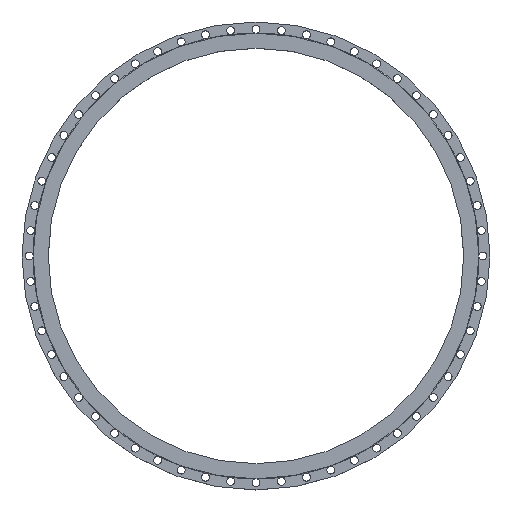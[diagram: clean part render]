
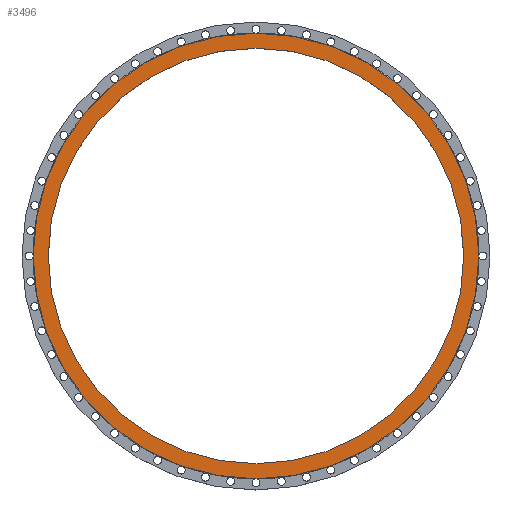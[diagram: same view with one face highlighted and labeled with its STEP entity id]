
A CAD part, top view. The second image highlights one B-rep face of the part: STEP entity #3496.
In plain terms, the highlighted planar face has unit normal (0, 0, 1).
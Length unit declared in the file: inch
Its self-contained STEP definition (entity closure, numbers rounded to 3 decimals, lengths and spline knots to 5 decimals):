
#9 = AXIS2_PLACEMENT_3D ( 'NONE', #3164, #1406, #4440 ) ;
#383 = CIRCLE ( 'NONE', #9, 32.625 ) ;
#567 = AXIS2_PLACEMENT_3D ( 'NONE', #3989, #2742, #4013 ) ;
#599 = FACE_OUTER_BOUND ( 'NONE', #1699, .T. ) ;
#633 = DIRECTION ( 'NONE',  ( 1., 0., 0. ) ) ;
#651 = AXIS2_PLACEMENT_3D ( 'NONE', #3738, #4624, #5453 ) ;
#1406 = DIRECTION ( 'NONE',  ( 0., 0., 1. ) ) ;
#1442 = DIRECTION ( 'NONE',  ( 0., 0., 1. ) ) ;
#1500 = VERTEX_POINT ( 'NONE', #5356 ) ;
#1551 = AXIS2_PLACEMENT_3D ( 'NONE', #3115, #1442, #633 ) ;
#1565 = DIRECTION ( 'NONE',  ( 1., 0., 0. ) ) ;
#1575 = ORIENTED_EDGE ( 'NONE', *, *, #4855, .F. ) ;
#1638 = CIRCLE ( 'NONE', #651, 35. ) ;
#1699 = EDGE_LOOP ( 'NONE', ( #4769, #1800 ) ) ;
#1800 = ORIENTED_EDGE ( 'NONE', *, *, #2323, .T. ) ;
#1982 = CIRCLE ( 'NONE', #2953, 35. ) ;
#1991 = CARTESIAN_POINT ( 'NONE',  ( 32.625, 0., 0. ) ) ;
#2035 = DIRECTION ( 'NONE',  ( 0., 0., 1. ) ) ;
#2088 = CIRCLE ( 'NONE', #1551, 32.625 ) ;
#2323 = EDGE_CURVE ( 'NONE', #5231, #1500, #1638, .T. ) ;
#2395 = VERTEX_POINT ( 'NONE', #5039 ) ;
#2536 = CARTESIAN_POINT ( 'NONE',  ( 0., 0., 0. ) ) ;
#2575 = EDGE_LOOP ( 'NONE', ( #5323, #1575 ) ) ;
#2683 = EDGE_CURVE ( 'NONE', #1500, #5231, #1982, .T. ) ;
#2742 = DIRECTION ( 'NONE',  ( 0., 0., -1. ) ) ;
#2953 = AXIS2_PLACEMENT_3D ( 'NONE', #2536, #2035, #1565 ) ;
#3099 = CARTESIAN_POINT ( 'NONE',  ( -35., 0., 0. ) ) ;
#3115 = CARTESIAN_POINT ( 'NONE',  ( 0., 0., 0. ) ) ;
#3164 = CARTESIAN_POINT ( 'NONE',  ( 0., 0., 0. ) ) ;
#3469 = EDGE_CURVE ( 'NONE', #3743, #2395, #383, .T. ) ;
#3496 = ADVANCED_FACE ( 'NONE', ( #4464, #599 ), #4866, .F. ) ;
#3738 = CARTESIAN_POINT ( 'NONE',  ( 0., 0., 0. ) ) ;
#3743 = VERTEX_POINT ( 'NONE', #1991 ) ;
#3989 = CARTESIAN_POINT ( 'NONE',  ( 0., 32.625, 0. ) ) ;
#4013 = DIRECTION ( 'NONE',  ( -1., 0., 0. ) ) ;
#4440 = DIRECTION ( 'NONE',  ( 1., 0., 0. ) ) ;
#4464 = FACE_BOUND ( 'NONE', #2575, .T. ) ;
#4624 = DIRECTION ( 'NONE',  ( 0., 0., 1. ) ) ;
#4769 = ORIENTED_EDGE ( 'NONE', *, *, #2683, .T. ) ;
#4855 = EDGE_CURVE ( 'NONE', #2395, #3743, #2088, .T. ) ;
#4866 = PLANE ( 'NONE',  #567 ) ;
#5039 = CARTESIAN_POINT ( 'NONE',  ( -32.625, 0., 0. ) ) ;
#5231 = VERTEX_POINT ( 'NONE', #3099 ) ;
#5323 = ORIENTED_EDGE ( 'NONE', *, *, #3469, .F. ) ;
#5356 = CARTESIAN_POINT ( 'NONE',  ( 35., 0., 0. ) ) ;
#5453 = DIRECTION ( 'NONE',  ( 1., 0., 0. ) ) ;
